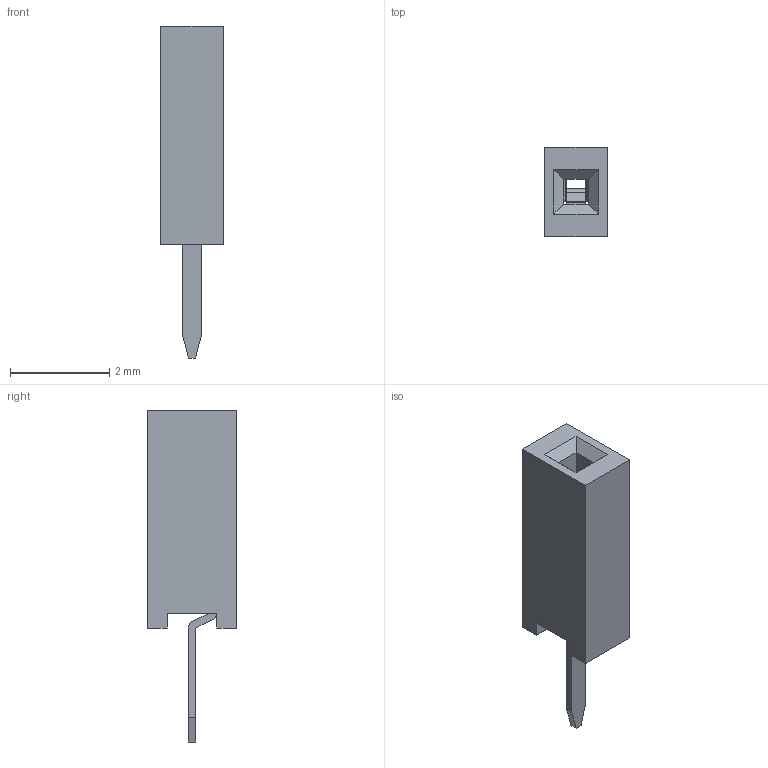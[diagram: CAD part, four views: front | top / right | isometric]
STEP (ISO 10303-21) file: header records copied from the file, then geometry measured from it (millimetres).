
FILE_DESCRIPTION(('STEP AP214'), '1');
FILE_NAME('PBS1.27', '', ('UNSPECIFIED'), ('UNSPECIFIED'), 'ASCON STEP Converter 1.6', 'ASCON Math Kernel', '');
FILE_SCHEMA(('AUTOMOTIVE_DESIGN { 1 0 10303 214 3 1 1}'));
Length unit declared in the file: millimetre
Bounding box: 1.27 x 1.8 x 6.7 mm (x, y, z)
Volume: 7.2 mm3; surface area: 65.1 mm2
Topology: 2 solids, 2 shells, 72 faces, 188 edges, 120 vertices
Faces by surface type: plane 63, cylinder 9
Entity records: 2788 total; most frequent: CARTESIAN_POINT 381, ORIENTED_EDGE 376, DIRECTION 352, EDGE_CURVE 188, LINE 170, VECTOR 170, VERTEX_POINT 120, AXIS2_PLACEMENT_3D 91
